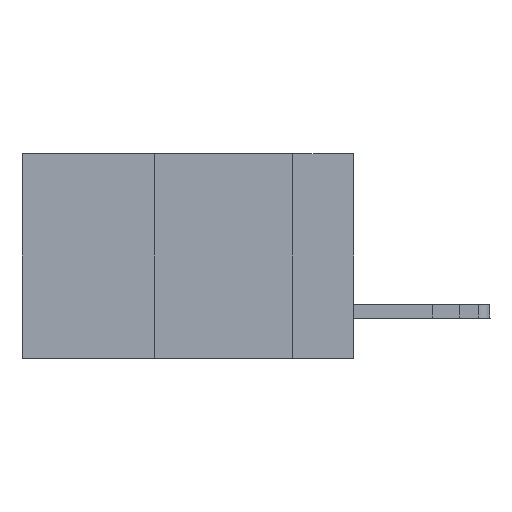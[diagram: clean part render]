
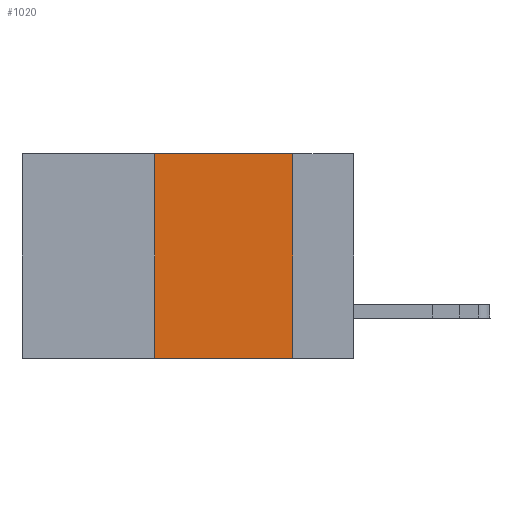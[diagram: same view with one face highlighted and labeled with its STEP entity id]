
A CAD part, left-side view. The second image highlights one B-rep face of the part: STEP entity #1020.
In plain terms, the highlighted planar face has unit normal (-1, 0, 0).
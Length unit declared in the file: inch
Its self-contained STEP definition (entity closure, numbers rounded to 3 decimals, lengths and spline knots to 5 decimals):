
#1020 = ADVANCED_FACE ( 'NONE', ( #23133 ), #17739, .F. ) ;
#1084 = ORIENTED_EDGE ( 'NONE', *, *, #13532, .F. ) ;
#1317 = DIRECTION ( 'NONE',  ( 0., 0., 1. ) ) ;
#1798 = LINE ( 'NONE', #2498, #11498 ) ;
#2354 = VECTOR ( 'NONE', #1317, 39.37008 ) ;
#2498 = CARTESIAN_POINT ( 'NONE',  ( 0., 0.11, 0. ) ) ;
#3731 = VERTEX_POINT ( 'NONE', #4819 ) ;
#4477 = CARTESIAN_POINT ( 'NONE',  ( 0., 0.6, -0.37 ) ) ;
#4819 = CARTESIAN_POINT ( 'NONE',  ( 0., 0.36, -0.37 ) ) ;
#6518 = DIRECTION ( 'NONE',  ( 0., -1., 0. ) ) ;
#7094 = CARTESIAN_POINT ( 'NONE',  ( 0., 0.11, 0. ) ) ;
#7567 = CARTESIAN_POINT ( 'NONE',  ( 0., 0.11, -0.37 ) ) ;
#9923 = DIRECTION ( 'NONE',  ( 0., -1., 0. ) ) ;
#9965 = DIRECTION ( 'NONE',  ( 0., 0., -1. ) ) ;
#10742 = VERTEX_POINT ( 'NONE', #7567 ) ;
#11498 = VECTOR ( 'NONE', #20916, 39.37008 ) ;
#11940 = DIRECTION ( 'NONE',  ( 1., 0., 0. ) ) ;
#12307 = VECTOR ( 'NONE', #6518, 39.37008 ) ;
#12551 = CARTESIAN_POINT ( 'NONE',  ( 0., 0.36, 0. ) ) ;
#13017 = AXIS2_PLACEMENT_3D ( 'NONE', #14752, #11940, #9965 ) ;
#13532 = EDGE_CURVE ( 'NONE', #22127, #31073, #14265, .T. ) ;
#14265 = LINE ( 'NONE', #22317, #12307 ) ;
#14420 = ORIENTED_EDGE ( 'NONE', *, *, #32665, .F. ) ;
#14752 = CARTESIAN_POINT ( 'NONE',  ( 0., 0.6, 0. ) ) ;
#15869 = EDGE_CURVE ( 'NONE', #3731, #10742, #34208, .T. ) ;
#17180 = ORIENTED_EDGE ( 'NONE', *, *, #15869, .T. ) ;
#17739 = PLANE ( 'NONE',  #13017 ) ;
#19982 = EDGE_CURVE ( 'NONE', #31073, #10742, #1798, .T. ) ;
#20916 = DIRECTION ( 'NONE',  ( 0., 0., -1. ) ) ;
#22127 = VERTEX_POINT ( 'NONE', #28267 ) ;
#22317 = CARTESIAN_POINT ( 'NONE',  ( 0., 0.6, 0. ) ) ;
#23133 = FACE_OUTER_BOUND ( 'NONE', #31834, .T. ) ;
#28267 = CARTESIAN_POINT ( 'NONE',  ( 0., 0.36, 0. ) ) ;
#28670 = VECTOR ( 'NONE', #9923, 39.37008 ) ;
#29061 = ORIENTED_EDGE ( 'NONE', *, *, #19982, .F. ) ;
#31021 = LINE ( 'NONE', #12551, #2354 ) ;
#31073 = VERTEX_POINT ( 'NONE', #7094 ) ;
#31834 = EDGE_LOOP ( 'NONE', ( #29061, #1084, #14420, #17180 ) ) ;
#32665 = EDGE_CURVE ( 'NONE', #3731, #22127, #31021, .T. ) ;
#34208 = LINE ( 'NONE', #4477, #28670 ) ;
